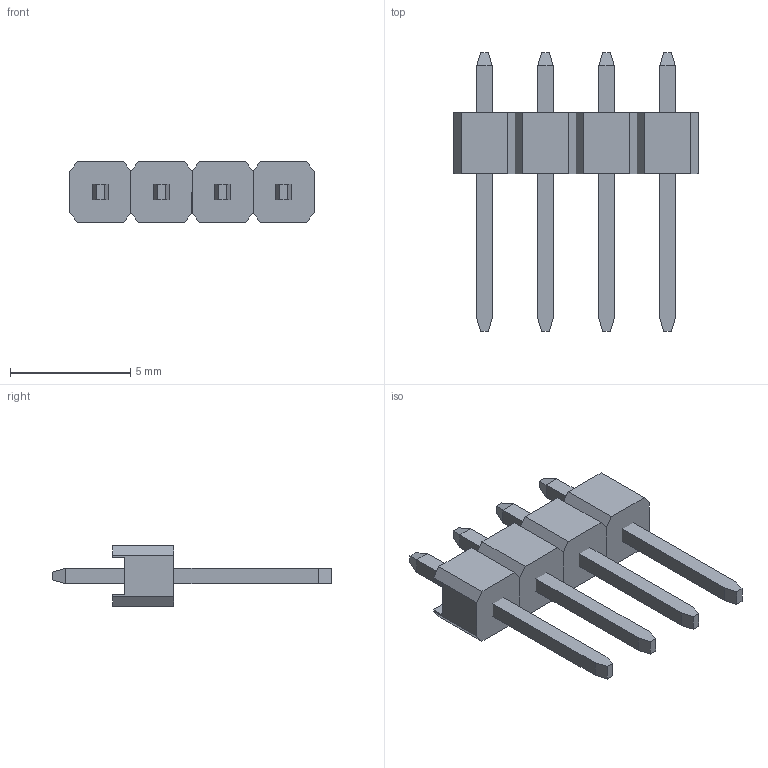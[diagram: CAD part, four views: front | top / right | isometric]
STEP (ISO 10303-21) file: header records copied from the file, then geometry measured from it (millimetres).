
FILE_DESCRIPTION (( 'STEP AP214' ), '1' );
FILE_NAME ('hdr4.STEP', '2018-05-27T09:25:08', ( 'Alexey N. Zhukov' ), ( '' ), 'SwSTEP 2.0', 'SolidWorks 2016', '' );
FILE_SCHEMA (( 'AUTOMOTIVE_DESIGN' ));
Length unit declared in the file: millimetre
Products named in the file (4): pin; pin.1_11.2; pin.2; hdr4
Assembly tree (6 placements, depth 3):
  hdr4
    pin  x4
      pin.2
      pin.1_11.2
Bounding box: 10.16 x 11.6 x 2.54 mm (x, y, z)
Volume: 73.6 mm3; surface area: 266.7 mm2
Topology: 8 solids, 8 shells, 104 faces, 248 edges, 160 vertices
Faces by surface type: plane 104
Entity records: 894 total; most frequent: CARTESIAN_POINT 138, DIRECTION 134, ORIENTED_EDGE 124, VECTOR 62, LINE 62, EDGE_CURVE 62, VERTEX_POINT 40, AXIS2_PLACEMENT_3D 36
